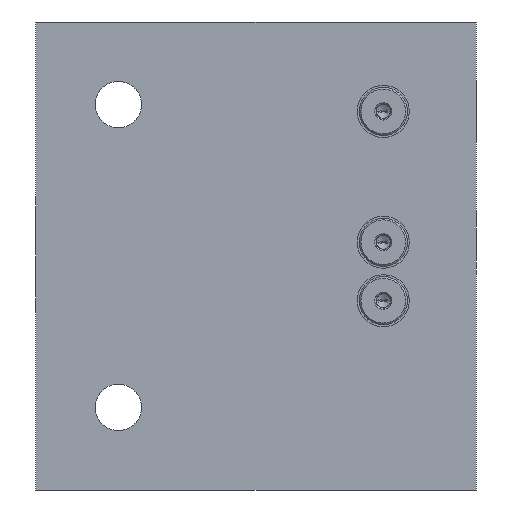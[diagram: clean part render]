
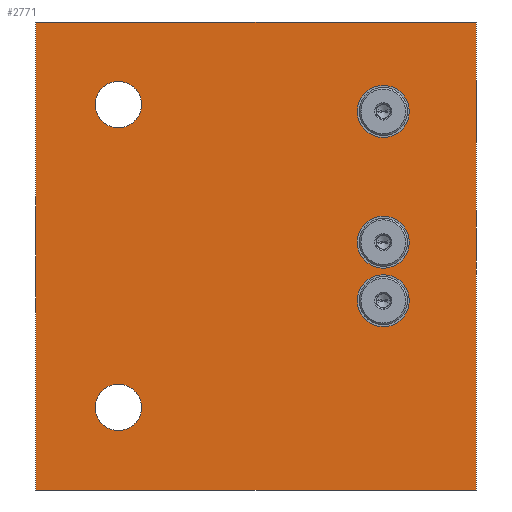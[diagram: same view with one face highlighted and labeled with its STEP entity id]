
A CAD part, left-side view. The second image highlights one B-rep face of the part: STEP entity #2771.
In plain terms, the highlighted planar face has unit normal (-1, 0, 0).
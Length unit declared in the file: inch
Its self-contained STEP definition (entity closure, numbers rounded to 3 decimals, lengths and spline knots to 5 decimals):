
#1=DIRECTION('',(0.,-1.,0.));
#2=VECTOR('',#1,4.);
#3=CARTESIAN_POINT('',(0.,0.,0.));
#4=LINE('',#3,#2);
#27=DIRECTION('',(0.,0.,1.));
#28=VECTOR('',#27,4.25);
#29=CARTESIAN_POINT('',(0.,0.,0.));
#30=LINE('',#29,#28);
#31=CARTESIAN_POINT('',(0.,-0.75,3.5));
#32=DIRECTION('',(1.,0.,0.));
#33=DIRECTION('',(0.,0.,-1.));
#34=AXIS2_PLACEMENT_3D('',#31,#32,#33);
#36=CARTESIAN_POINT('',(0.,-0.75,3.5));
#37=DIRECTION('',(1.,0.,0.));
#38=DIRECTION('',(0.,0.,1.));
#39=AXIS2_PLACEMENT_3D('',#36,#37,#38);
#41=CARTESIAN_POINT('',(0.,-0.75,0.75));
#42=DIRECTION('',(1.,0.,0.));
#43=DIRECTION('',(0.,0.,-1.));
#44=AXIS2_PLACEMENT_3D('',#41,#42,#43);
#46=CARTESIAN_POINT('',(0.,-0.75,0.75));
#47=DIRECTION('',(1.,0.,0.));
#48=DIRECTION('',(0.,0.,1.));
#49=AXIS2_PLACEMENT_3D('',#46,#47,#48);
#51=CARTESIAN_POINT('',(0.,-3.156,1.719));
#52=DIRECTION('',(1.,0.,0.));
#53=DIRECTION('',(0.,0.,-1.));
#54=AXIS2_PLACEMENT_3D('',#51,#52,#53);
#56=CARTESIAN_POINT('',(0.,-3.156,1.719));
#57=DIRECTION('',(1.,0.,0.));
#58=DIRECTION('',(0.,0.,1.));
#59=AXIS2_PLACEMENT_3D('',#56,#57,#58);
#61=CARTESIAN_POINT('',(0.,-3.156,2.25));
#62=DIRECTION('',(1.,0.,0.));
#63=DIRECTION('',(0.,0.,-1.));
#64=AXIS2_PLACEMENT_3D('',#61,#62,#63);
#66=CARTESIAN_POINT('',(0.,-3.156,2.25));
#67=DIRECTION('',(1.,0.,0.));
#68=DIRECTION('',(0.,0.,1.));
#69=AXIS2_PLACEMENT_3D('',#66,#67,#68);
#71=CARTESIAN_POINT('',(0.,-3.156,3.438));
#72=DIRECTION('',(1.,0.,0.));
#73=DIRECTION('',(0.,0.,-1.));
#74=AXIS2_PLACEMENT_3D('',#71,#72,#73);
#76=CARTESIAN_POINT('',(0.,-3.156,3.438));
#77=DIRECTION('',(1.,0.,0.));
#78=DIRECTION('',(0.,0.,1.));
#79=AXIS2_PLACEMENT_3D('',#76,#77,#78);
#119=DIRECTION('',(0.,0.,1.));
#120=VECTOR('',#119,4.25);
#121=CARTESIAN_POINT('',(0.,-4.,0.));
#122=LINE('',#121,#120);
#143=DIRECTION('',(0.,-1.,0.));
#144=VECTOR('',#143,4.);
#145=CARTESIAN_POINT('',(0.,0.,4.25));
#146=LINE('',#145,#144);
#2357=CARTESIAN_POINT('',(0.,0.,0.));
#2358=CARTESIAN_POINT('',(0.,-4.,0.));
#2359=VERTEX_POINT('',#2357);
#2360=VERTEX_POINT('',#2358);
#2365=CARTESIAN_POINT('',(0.,0.,4.25));
#2366=CARTESIAN_POINT('',(0.,-4.,4.25));
#2367=VERTEX_POINT('',#2365);
#2368=VERTEX_POINT('',#2366);
#2525=CARTESIAN_POINT('',(0.,-0.75,3.289));
#2526=CARTESIAN_POINT('',(0.,-0.75,3.711));
#2527=VERTEX_POINT('',#2525);
#2528=VERTEX_POINT('',#2526);
#2533=CARTESIAN_POINT('',(0.,-0.75,0.539));
#2534=CARTESIAN_POINT('',(0.,-0.75,0.961));
#2535=VERTEX_POINT('',#2533);
#2536=VERTEX_POINT('',#2534);
#2561=CARTESIAN_POINT('',(0.,-3.156,1.483));
#2562=CARTESIAN_POINT('',(0.,-3.156,1.955));
#2563=VERTEX_POINT('',#2561);
#2564=VERTEX_POINT('',#2562);
#2607=CARTESIAN_POINT('',(0.,-3.156,2.014));
#2608=CARTESIAN_POINT('',(0.,-3.156,2.486));
#2609=VERTEX_POINT('',#2607);
#2610=VERTEX_POINT('',#2608);
#2637=CARTESIAN_POINT('',(0.,-3.156,3.202));
#2638=CARTESIAN_POINT('',(0.,-3.156,3.674));
#2639=VERTEX_POINT('',#2637);
#2640=VERTEX_POINT('',#2638);
#2727=CARTESIAN_POINT('',(0.,0.,0.));
#2728=DIRECTION('',(-1.,0.,0.));
#2729=DIRECTION('',(0.,-1.,0.));
#2730=AXIS2_PLACEMENT_3D('',#2727,#2728,#2729);
#2731=PLANE('',#2730);
#2732=ORIENTED_EDGE('',*,*,#2710,.F.);
#2734=ORIENTED_EDGE('',*,*,#2733,.T.);
#2736=ORIENTED_EDGE('',*,*,#2735,.T.);
#2738=ORIENTED_EDGE('',*,*,#2737,.F.);
#2739=EDGE_LOOP('',(#2732,#2734,#2736,#2738));
#2740=FACE_OUTER_BOUND('',#2739,.F.);
#2742=ORIENTED_EDGE('',*,*,#2741,.F.);
#2744=ORIENTED_EDGE('',*,*,#2743,.F.);
#2745=EDGE_LOOP('',(#2742,#2744));
#2746=FACE_BOUND('',#2745,.F.);
#2748=ORIENTED_EDGE('',*,*,#2747,.F.);
#2750=ORIENTED_EDGE('',*,*,#2749,.F.);
#2751=EDGE_LOOP('',(#2748,#2750));
#2752=FACE_BOUND('',#2751,.F.);
#2754=ORIENTED_EDGE('',*,*,#2753,.F.);
#2756=ORIENTED_EDGE('',*,*,#2755,.F.);
#2757=EDGE_LOOP('',(#2754,#2756));
#2758=FACE_BOUND('',#2757,.F.);
#2760=ORIENTED_EDGE('',*,*,#2759,.F.);
#2762=ORIENTED_EDGE('',*,*,#2761,.F.);
#2763=EDGE_LOOP('',(#2760,#2762));
#2764=FACE_BOUND('',#2763,.F.);
#2766=ORIENTED_EDGE('',*,*,#2765,.F.);
#2768=ORIENTED_EDGE('',*,*,#2767,.F.);
#2769=EDGE_LOOP('',(#2766,#2768));
#2770=FACE_BOUND('',#2769,.F.);
#2771=ADVANCED_FACE('',(#2740,#2746,#2752,#2758,#2764,#2770),#2731,.T.);
#35=CIRCLE('',#34,0.211);
#40=CIRCLE('',#39,0.211);
#45=CIRCLE('',#44,0.211);
#50=CIRCLE('',#49,0.211);
#55=CIRCLE('',#54,0.236);
#60=CIRCLE('',#59,0.236);
#65=CIRCLE('',#64,0.236);
#70=CIRCLE('',#69,0.236);
#75=CIRCLE('',#74,0.236);
#80=CIRCLE('',#79,0.236);
#2710=EDGE_CURVE('',#2359,#2360,#4,.T.);
#2733=EDGE_CURVE('',#2359,#2367,#30,.T.);
#2735=EDGE_CURVE('',#2367,#2368,#146,.T.);
#2737=EDGE_CURVE('',#2360,#2368,#122,.T.);
#2741=EDGE_CURVE('',#2527,#2528,#35,.T.);
#2743=EDGE_CURVE('',#2528,#2527,#40,.T.);
#2747=EDGE_CURVE('',#2535,#2536,#45,.T.);
#2749=EDGE_CURVE('',#2536,#2535,#50,.T.);
#2753=EDGE_CURVE('',#2563,#2564,#55,.T.);
#2755=EDGE_CURVE('',#2564,#2563,#60,.T.);
#2759=EDGE_CURVE('',#2609,#2610,#65,.T.);
#2761=EDGE_CURVE('',#2610,#2609,#70,.T.);
#2765=EDGE_CURVE('',#2639,#2640,#75,.T.);
#2767=EDGE_CURVE('',#2640,#2639,#80,.T.);
